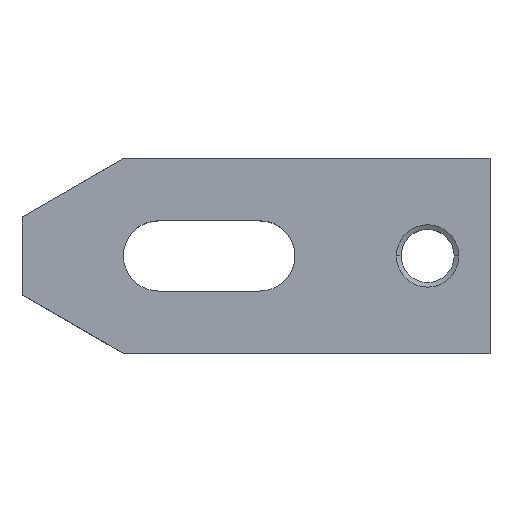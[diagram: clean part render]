
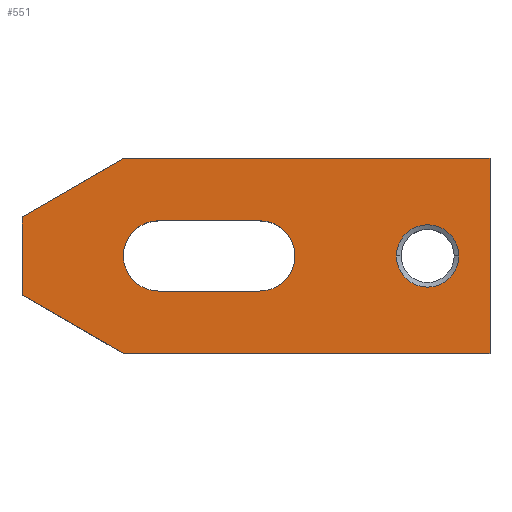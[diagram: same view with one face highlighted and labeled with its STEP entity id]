
A CAD part, top view. The second image highlights one B-rep face of the part: STEP entity #551.
In plain terms, the highlighted planar face has unit normal (0, 0, 1).
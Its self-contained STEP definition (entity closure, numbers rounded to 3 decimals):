
#233=EDGE_CURVE('',#283,#473,#655,.T.);
#235=VERTEX_POINT('',#657);
#247=VERTEX_POINT('',#670);
#269=VERTEX_POINT('',#696);
#275=VERTEX_POINT('',#702);
#277=EDGE_CURVE('',#577,#605,#704,.T.);
#283=VERTEX_POINT('',#710);
#295=VERTEX_POINT('',#723);
#311=EDGE_CURVE('',#555,#247,#739,.T.);
#395=EDGE_CURVE('',#269,#555,#833,.T.);
#405=EDGE_CURVE('',#473,#235,#843,.T.);
#419=EDGE_CURVE('',#295,#559,#857,.T.);
#437=EDGE_CURVE('',#605,#269,#877,.T.);
#443=EDGE_CURVE('',#611,#577,#884,.T.);
#473=VERTEX_POINT('',#917);
#475=EDGE_CURVE('',#247,#611,#919,.T.);
#515=EDGE_CURVE('',#559,#295,#964,.T.);
#551=ADVANCED_FACE('',(#1006,#1007,#1008),#1009,.T.);
#555=VERTEX_POINT('',#1013);
#559=VERTEX_POINT('',#1018);
#577=VERTEX_POINT('',#1037);
#605=VERTEX_POINT('',#1067);
#607=EDGE_CURVE('',#235,#275,#1069,.T.);
#611=VERTEX_POINT('',#1073);
#625=EDGE_CURVE('',#275,#283,#1087,.T.);
#655=LINE('',#1110,#1111);
#657=CARTESIAN_POINT('',(30.5,-4.5,12.0));
#670=CARTESIAN_POINT('',(13.0,12.5,12.0));
#696=CARTESIAN_POINT('',(0.0,-5.,12.0));
#702=CARTESIAN_POINT('',(17.5,-4.5,12.0));
#704=LINE('',#1175,#1176);
#710=CARTESIAN_POINT('',(17.5,4.5,12.0));
#723=CARTESIAN_POINT('',(56.0,0.,12.0));
#739=LINE('',#1224,#1225);
#833=LINE('',#1355,#1356);
#843=CIRCLE('',#1371,4.5);
#857=CIRCLE('',#1396,4.0);
#877=LINE('',#1424,#1425);
#884=LINE('',#1435,#1436);
#917=CARTESIAN_POINT('',(30.5,4.5,12.0));
#919=LINE('',#1486,#1487);
#964=CIRCLE('',#1546,4.0);
#1006=FACE_BOUND('',#1604,.T.);
#1007=FACE_BOUND('',#1605,.T.);
#1008=FACE_OUTER_BOUND('',#1606,.T.);
#1009=PLANE('',#1607);
#1013=CARTESIAN_POINT('',(0.0,5.,12.0));
#1018=CARTESIAN_POINT('',(48.0,0.,12.0));
#1037=CARTESIAN_POINT('',(60.0,-12.5,12.0));
#1067=CARTESIAN_POINT('',(13.0,-12.5,12.0));
#1069=LINE('',#1697,#1698);
#1073=CARTESIAN_POINT('',(60.0,12.5,12.0));
#1087=CIRCLE('',#1724,4.5);
#1110=CARTESIAN_POINT('',(24.868,4.5,12.0));
#1111=VECTOR('',#1737,1.0);
#1175=CARTESIAN_POINT('',(13.0,-12.5,12.0));
#1176=VECTOR('',#1785,1.0);
#1224=CARTESIAN_POINT('',(13.0,12.5,12.0));
#1225=VECTOR('',#1800,1.0);
#1355=CARTESIAN_POINT('',(0.0,5.,12.0));
#1356=VECTOR('',#1918,1.0);
#1371=AXIS2_PLACEMENT_3D('',#1921,#1922,#1923);
#1396=AXIS2_PLACEMENT_3D('',#1929,#1930,#1931);
#1424=CARTESIAN_POINT('',(0.0,-5.,12.0));
#1425=VECTOR('',#1954,1.0);
#1435=CARTESIAN_POINT('',(60.0,-12.5,12.0));
#1436=VECTOR('',#1964,1.0);
#1486=CARTESIAN_POINT('',(60.0,12.5,12.0));
#1487=VECTOR('',#2001,1.0);
#1546=AXIS2_PLACEMENT_3D('',#2053,#2054,#2055);
#1604=EDGE_LOOP('',(#2121,#2122));
#1605=EDGE_LOOP('',(#2123,#2124,#2125,#2126));
#1606=EDGE_LOOP('',(#2127,#2128,#2129,#2130,#2131,#2132));
#1607=AXIS2_PLACEMENT_3D('',#2133,#2134,#2135);
#1697=CARTESIAN_POINT('',(31.368,-4.5,12.0));
#1698=VECTOR('',#2189,1.0);
#1724=AXIS2_PLACEMENT_3D('',#2196,#2197,#2198);
#1737=DIRECTION('',(1.0,0.0,0.0));
#1785=DIRECTION('',(-1.0,0.0,0.0));
#1800=DIRECTION('',(0.866,0.5,0.0));
#1918=DIRECTION('',(0.0,1.0,0.0));
#1921=CARTESIAN_POINT('',(30.5,0.0,12.0));
#1922=DIRECTION('',(0.0,0.0,-1.0));
#1923=DIRECTION('',(0.0,1.0,0.0));
#1929=CARTESIAN_POINT('',(52.0,0.0,12.0));
#1930=DIRECTION('',(0.0,0.0,-1.0));
#1931=DIRECTION('',(-1.0,0.,0.0));
#1954=DIRECTION('',(-0.866,0.5,0.0));
#1964=DIRECTION('',(0.0,-1.0,0.0));
#2001=DIRECTION('',(1.0,0.0,0.0));
#2053=CARTESIAN_POINT('',(52.0,0.0,12.0));
#2054=DIRECTION('',(0.0,0.0,-1.0));
#2055=DIRECTION('',(-1.0,0.,0.0));
#2121=ORIENTED_EDGE('',*,*,#515,.T.);
#2122=ORIENTED_EDGE('',*,*,#419,.T.);
#2123=ORIENTED_EDGE('',*,*,#625,.T.);
#2124=ORIENTED_EDGE('',*,*,#233,.T.);
#2125=ORIENTED_EDGE('',*,*,#405,.T.);
#2126=ORIENTED_EDGE('',*,*,#607,.T.);
#2127=ORIENTED_EDGE('',*,*,#277,.F.);
#2128=ORIENTED_EDGE('',*,*,#443,.F.);
#2129=ORIENTED_EDGE('',*,*,#475,.F.);
#2130=ORIENTED_EDGE('',*,*,#311,.F.);
#2131=ORIENTED_EDGE('',*,*,#395,.F.);
#2132=ORIENTED_EDGE('',*,*,#437,.F.);
#2133=CARTESIAN_POINT('',(32.236,0.,12.0));
#2134=DIRECTION('',(0.0,0.0,1.0));
#2135=DIRECTION('',(1.0,0.0,0.0));
#2189=DIRECTION('',(-1.0,0.0,0.0));
#2196=CARTESIAN_POINT('',(17.5,0.0,12.0));
#2197=DIRECTION('',(0.0,0.0,-1.0));
#2198=DIRECTION('',(0.0,-1.0,0.0));
